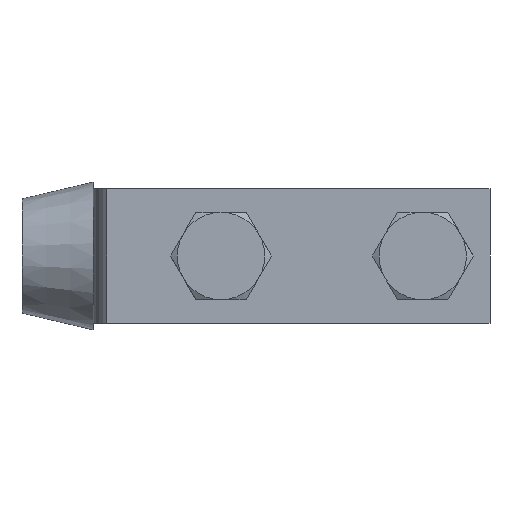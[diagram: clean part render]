
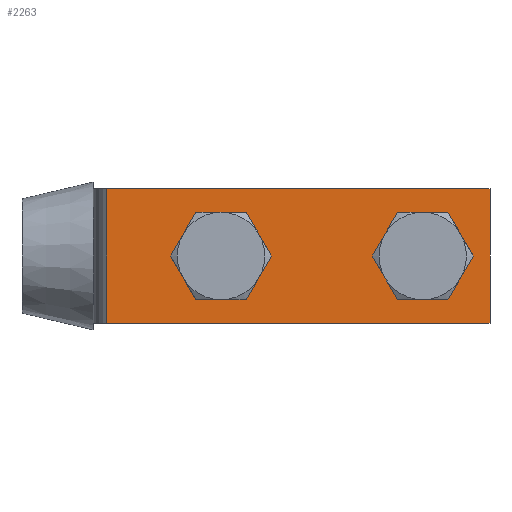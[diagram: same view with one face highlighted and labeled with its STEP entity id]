
A CAD part, front view. The second image highlights one B-rep face of the part: STEP entity #2263.
In plain terms, the highlighted planar face has unit normal (0, -1, 0).
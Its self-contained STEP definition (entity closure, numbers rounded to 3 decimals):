
#21 = ORIENTED_EDGE ( 'NONE', *, *, #1980, .T. ) ;
#44 = VERTEX_POINT ( 'NONE', #1372 ) ;
#55 = DIRECTION ( 'NONE',  ( 0., 0., 1. ) ) ;
#148 = EDGE_CURVE ( 'NONE', #641, #2613, #2584, .T. ) ;
#172 = FACE_OUTER_BOUND ( 'NONE', #1934, .T. ) ;
#201 = VECTOR ( 'NONE', #1045, 1000. ) ;
#249 = DIRECTION ( 'NONE',  ( 0., 0., -1. ) ) ;
#265 = CIRCLE ( 'NONE', #2514, 4.2 ) ;
#271 = CARTESIAN_POINT ( 'NONE',  ( -19.444, 38.621, 58.318 ) ) ;
#320 = CIRCLE ( 'NONE', #2085, 4.2 ) ;
#333 = CARTESIAN_POINT ( 'NONE',  ( -19.444, 38.621, 38.318 ) ) ;
#340 = LINE ( 'NONE', #1255, #201 ) ;
#354 = CARTESIAN_POINT ( 'NONE',  ( -19.444, 38.621, 58.318 ) ) ;
#489 = DIRECTION ( 'NONE',  ( 0., 0., 1. ) ) ;
#587 = ORIENTED_EDGE ( 'NONE', *, *, #2243, .T. ) ;
#599 = VECTOR ( 'NONE', #249, 1000. ) ;
#641 = VERTEX_POINT ( 'NONE', #333 ) ;
#726 = VERTEX_POINT ( 'NONE', #1192 ) ;
#822 = DIRECTION ( 'NONE',  ( 0., 1., 0. ) ) ;
#841 = CARTESIAN_POINT ( 'NONE',  ( 37.556, 38.621, 38.318 ) ) ;
#867 = VERTEX_POINT ( 'NONE', #1201 ) ;
#896 = VERTEX_POINT ( 'NONE', #951 ) ;
#910 = DIRECTION ( 'NONE',  ( 1., 0., 0. ) ) ;
#951 = CARTESIAN_POINT ( 'NONE',  ( 27.556, 38.621, 44.118 ) ) ;
#1039 = EDGE_CURVE ( 'NONE', #896, #867, #320, .T. ) ;
#1045 = DIRECTION ( 'NONE',  ( 1., 0., 0. ) ) ;
#1069 = CARTESIAN_POINT ( 'NONE',  ( 37.556, 38.621, 58.318 ) ) ;
#1118 = DIRECTION ( 'NONE',  ( 0., 1., 0. ) ) ;
#1160 = CARTESIAN_POINT ( 'NONE',  ( -19.444, 38.621, 38.318 ) ) ;
#1192 = CARTESIAN_POINT ( 'NONE',  ( -2.444, 38.621, 52.518 ) ) ;
#1201 = CARTESIAN_POINT ( 'NONE',  ( 27.556, 38.621, 52.518 ) ) ;
#1237 = EDGE_LOOP ( 'NONE', ( #2138, #587 ) ) ;
#1255 = CARTESIAN_POINT ( 'NONE',  ( -19.444, 38.621, 58.318 ) ) ;
#1269 = CARTESIAN_POINT ( 'NONE',  ( 27.556, 38.621, 48.318 ) ) ;
#1302 = CARTESIAN_POINT ( 'NONE',  ( -19.444, 38.621, 58.318 ) ) ;
#1346 = DIRECTION ( 'NONE',  ( 0., 1., 0. ) ) ;
#1372 = CARTESIAN_POINT ( 'NONE',  ( -2.444, 38.621, 44.118 ) ) ;
#1473 = CARTESIAN_POINT ( 'NONE',  ( 27.556, 38.621, 48.318 ) ) ;
#1497 = AXIS2_PLACEMENT_3D ( 'NONE', #1473, #1346, #55 ) ;
#1560 = PLANE ( 'NONE',  #2156 ) ;
#1619 = LINE ( 'NONE', #1302, #2655 ) ;
#1627 = ORIENTED_EDGE ( 'NONE', *, *, #2706, .T. ) ;
#1714 = DIRECTION ( 'NONE',  ( 0., 0., 1. ) ) ;
#1715 = ORIENTED_EDGE ( 'NONE', *, *, #1039, .T. ) ;
#1735 = AXIS2_PLACEMENT_3D ( 'NONE', #2379, #1118, #2592 ) ;
#1739 = VERTEX_POINT ( 'NONE', #354 ) ;
#1743 = DIRECTION ( 'NONE',  ( 0., 0., -1. ) ) ;
#1768 = ORIENTED_EDGE ( 'NONE', *, *, #2548, .F. ) ;
#1771 = DIRECTION ( 'NONE',  ( 0., 1., 0. ) ) ;
#1810 = LINE ( 'NONE', #1069, #599 ) ;
#1847 = FACE_BOUND ( 'NONE', #2051, .T. ) ;
#1877 = CIRCLE ( 'NONE', #1497, 4.2 ) ;
#1904 = FACE_BOUND ( 'NONE', #1237, .T. ) ;
#1911 = ORIENTED_EDGE ( 'NONE', *, *, #148, .T. ) ;
#1934 = EDGE_LOOP ( 'NONE', ( #1911, #2501, #1768, #1627 ) ) ;
#1980 = EDGE_CURVE ( 'NONE', #867, #896, #1877, .T. ) ;
#2043 = VECTOR ( 'NONE', #910, 1000. ) ;
#2051 = EDGE_LOOP ( 'NONE', ( #21, #1715 ) ) ;
#2085 = AXIS2_PLACEMENT_3D ( 'NONE', #1269, #2097, #1714 ) ;
#2097 = DIRECTION ( 'NONE',  ( 0., 1., 0. ) ) ;
#2102 = CARTESIAN_POINT ( 'NONE',  ( -2.444, 38.621, 48.318 ) ) ;
#2138 = ORIENTED_EDGE ( 'NONE', *, *, #2517, .T. ) ;
#2156 = AXIS2_PLACEMENT_3D ( 'NONE', #271, #1771, #489 ) ;
#2188 = VERTEX_POINT ( 'NONE', #2574 ) ;
#2243 = EDGE_CURVE ( 'NONE', #44, #726, #2407, .T. ) ;
#2263 = ADVANCED_FACE ( 'NONE', ( #1847, #1904, #172 ), #1560, .F. ) ;
#2315 = DIRECTION ( 'NONE',  ( 0., 0., 1. ) ) ;
#2379 = CARTESIAN_POINT ( 'NONE',  ( -2.444, 38.621, 48.318 ) ) ;
#2407 = CIRCLE ( 'NONE', #1735, 4.2 ) ;
#2501 = ORIENTED_EDGE ( 'NONE', *, *, #2661, .F. ) ;
#2514 = AXIS2_PLACEMENT_3D ( 'NONE', #2102, #822, #2315 ) ;
#2517 = EDGE_CURVE ( 'NONE', #726, #44, #265, .T. ) ;
#2548 = EDGE_CURVE ( 'NONE', #1739, #2188, #340, .T. ) ;
#2574 = CARTESIAN_POINT ( 'NONE',  ( 37.556, 38.621, 58.318 ) ) ;
#2584 = LINE ( 'NONE', #1160, #2043 ) ;
#2592 = DIRECTION ( 'NONE',  ( 0., 0., 1. ) ) ;
#2613 = VERTEX_POINT ( 'NONE', #841 ) ;
#2655 = VECTOR ( 'NONE', #1743, 1000. ) ;
#2661 = EDGE_CURVE ( 'NONE', #2188, #2613, #1810, .T. ) ;
#2706 = EDGE_CURVE ( 'NONE', #1739, #641, #1619, .T. ) ;
